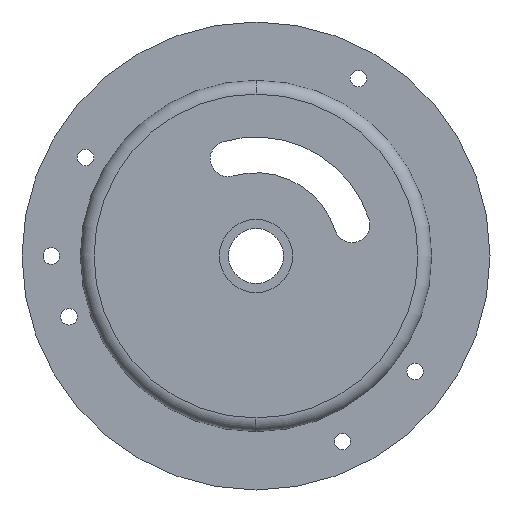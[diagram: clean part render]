
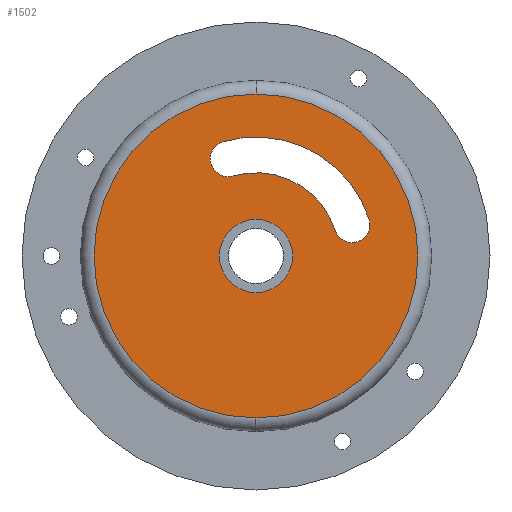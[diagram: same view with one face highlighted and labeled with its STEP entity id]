
A CAD part, left-side view. The second image highlights one B-rep face of the part: STEP entity #1502.
In plain terms, the highlighted planar face has unit normal (-1, 0, 0).
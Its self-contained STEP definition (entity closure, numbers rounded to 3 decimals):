
#6 = DIRECTION ( 'NONE',  ( 1., 0., 0. ) ) ;
#35 = ORIENTED_EDGE ( 'NONE', *, *, #1192, .T. ) ;
#58 = CARTESIAN_POINT ( 'NONE',  ( -19.4, -10.509, 3.415 ) ) ;
#88 = AXIS2_PLACEMENT_3D ( 'NONE', #797, #1692, #1525 ) ;
#125 = ORIENTED_EDGE ( 'NONE', *, *, #201, .T. ) ;
#187 = AXIS2_PLACEMENT_3D ( 'NONE', #1609, #2158, #1277 ) ;
#197 = DIRECTION ( 'NONE',  ( 0., 0., 1. ) ) ;
#199 = AXIS2_PLACEMENT_3D ( 'NONE', #1360, #2019, #1687 ) ;
#201 = EDGE_CURVE ( 'NONE', #718, #1746, #2127, .T. ) ;
#211 = CARTESIAN_POINT ( 'NONE',  ( -19.4, -12.364, 4.017 ) ) ;
#231 = ORIENTED_EDGE ( 'NONE', *, *, #1314, .F. ) ;
#266 = CIRCLE ( 'NONE', #1053, 4. ) ;
#330 = DIRECTION ( 'NONE',  ( 1., 0., 0. ) ) ;
#362 = AXIS2_PLACEMENT_3D ( 'NONE', #58, #907, #2105 ) ;
#396 = DIRECTION ( 'NONE',  ( 0., 0., 1. ) ) ;
#417 = VERTEX_POINT ( 'NONE', #211 ) ;
#418 = DIRECTION ( 'NONE',  ( -1., 0., 0. ) ) ;
#435 = CARTESIAN_POINT ( 'NONE',  ( -19.4, -8.655, 2.812 ) ) ;
#438 = ORIENTED_EDGE ( 'NONE', *, *, #1218, .T. ) ;
#460 = CARTESIAN_POINT ( 'NONE',  ( -19.4, -10.509, 3.415 ) ) ;
#464 = EDGE_LOOP ( 'NONE', ( #732, #621, #125, #35, #438, #1156 ) ) ;
#509 = CIRCLE ( 'NONE', #1669, 4. ) ;
#537 = VERTEX_POINT ( 'NONE', #1955 ) ;
#548 = EDGE_CURVE ( 'NONE', #537, #1085, #2211, .T. ) ;
#595 = DIRECTION ( 'NONE',  ( -1., 0., 0. ) ) ;
#620 = FACE_BOUND ( 'NONE', #464, .T. ) ;
#621 = ORIENTED_EDGE ( 'NONE', *, *, #642, .T. ) ;
#640 = DIRECTION ( 'NONE',  ( 0., 0., 1. ) ) ;
#642 = EDGE_CURVE ( 'NONE', #1463, #718, #2238, .T. ) ;
#646 = DIRECTION ( 'NONE',  ( 0., 0., 1. ) ) ;
#649 = FACE_BOUND ( 'NONE', #1816, .T. ) ;
#716 = CARTESIAN_POINT ( 'NONE',  ( -19.4, 0., 4. ) ) ;
#718 = VERTEX_POINT ( 'NONE', #435 ) ;
#732 = ORIENTED_EDGE ( 'NONE', *, *, #1010, .T. ) ;
#746 = VERTEX_POINT ( 'NONE', #1991 ) ;
#797 = CARTESIAN_POINT ( 'NONE',  ( -19.4, 3.046, 10.622 ) ) ;
#810 = CARTESIAN_POINT ( 'NONE',  ( -19.4, 3.046, 10.622 ) ) ;
#880 = CARTESIAN_POINT ( 'NONE',  ( -19.4, 3.583, 12.496 ) ) ;
#907 = DIRECTION ( 'NONE',  ( 1., 0., 0. ) ) ;
#920 = CIRCLE ( 'NONE', #1778, 1.95 ) ;
#969 = CARTESIAN_POINT ( 'NONE',  ( -19.4, 3.046, 8.672 ) ) ;
#973 = VERTEX_POINT ( 'NONE', #716 ) ;
#984 = CIRCLE ( 'NONE', #1456, 13. ) ;
#987 = FACE_OUTER_BOUND ( 'NONE', #1375, .T. ) ;
#1010 = EDGE_CURVE ( 'NONE', #417, #1463, #2024, .T. ) ;
#1053 = AXIS2_PLACEMENT_3D ( 'NONE', #2114, #1217, #197 ) ;
#1085 = VERTEX_POINT ( 'NONE', #1613 ) ;
#1149 = AXIS2_PLACEMENT_3D ( 'NONE', #1316, #418, #1291 ) ;
#1156 = ORIENTED_EDGE ( 'NONE', *, *, #1208, .T. ) ;
#1192 = EDGE_CURVE ( 'NONE', #1746, #2125, #920, .T. ) ;
#1200 = CARTESIAN_POINT ( 'NONE',  ( -19.4, 0., 0. ) ) ;
#1205 = CIRCLE ( 'NONE', #88, 1.95 ) ;
#1208 = EDGE_CURVE ( 'NONE', #2193, #417, #984, .T. ) ;
#1217 = DIRECTION ( 'NONE',  ( -1., 0., 0. ) ) ;
#1218 = EDGE_CURVE ( 'NONE', #2125, #2193, #1205, .T. ) ;
#1268 = AXIS2_PLACEMENT_3D ( 'NONE', #2220, #1850, #1874 ) ;
#1277 = DIRECTION ( 'NONE',  ( 0., 0., 1. ) ) ;
#1291 = DIRECTION ( 'NONE',  ( 0., 0., 1. ) ) ;
#1314 = EDGE_CURVE ( 'NONE', #973, #746, #266, .T. ) ;
#1316 = CARTESIAN_POINT ( 'NONE',  ( -19.4, 0., 0. ) ) ;
#1341 = EDGE_CURVE ( 'NONE', #746, #973, #509, .T. ) ;
#1360 = CARTESIAN_POINT ( 'NONE',  ( -19.4, 0., 0. ) ) ;
#1375 = EDGE_LOOP ( 'NONE', ( #1836, #2155 ) ) ;
#1456 = AXIS2_PLACEMENT_3D ( 'NONE', #1200, #6, #640 ) ;
#1457 = EDGE_CURVE ( 'NONE', #1085, #537, #2145, .T. ) ;
#1463 = VERTEX_POINT ( 'NONE', #2186 ) ;
#1502 = ADVANCED_FACE ( 'NONE', ( #649, #987, #620 ), #1520, .T. ) ;
#1520 = PLANE ( 'NONE',  #1268 ) ;
#1525 = DIRECTION ( 'NONE',  ( 0., 0., 1. ) ) ;
#1609 = CARTESIAN_POINT ( 'NONE',  ( -19.4, 0., 0. ) ) ;
#1613 = CARTESIAN_POINT ( 'NONE',  ( -19.4, 0., -17.7 ) ) ;
#1669 = AXIS2_PLACEMENT_3D ( 'NONE', #1956, #595, #396 ) ;
#1687 = DIRECTION ( 'NONE',  ( 0., 0., 1. ) ) ;
#1692 = DIRECTION ( 'NONE',  ( 1., 0., 0. ) ) ;
#1746 = VERTEX_POINT ( 'NONE', #2040 ) ;
#1756 = ORIENTED_EDGE ( 'NONE', *, *, #1341, .F. ) ;
#1778 = AXIS2_PLACEMENT_3D ( 'NONE', #810, #330, #1841 ) ;
#1816 = EDGE_LOOP ( 'NONE', ( #231, #1756 ) ) ;
#1836 = ORIENTED_EDGE ( 'NONE', *, *, #548, .T. ) ;
#1841 = DIRECTION ( 'NONE',  ( 0., 0., 1. ) ) ;
#1850 = DIRECTION ( 'NONE',  ( -1., 0., 0. ) ) ;
#1860 = DIRECTION ( 'NONE',  ( 1., 0., 0. ) ) ;
#1874 = DIRECTION ( 'NONE',  ( 0., 0., 1. ) ) ;
#1955 = CARTESIAN_POINT ( 'NONE',  ( -19.4, 0., 17.7 ) ) ;
#1956 = CARTESIAN_POINT ( 'NONE',  ( -19.4, 0., 0. ) ) ;
#1970 = AXIS2_PLACEMENT_3D ( 'NONE', #460, #1860, #646 ) ;
#1991 = CARTESIAN_POINT ( 'NONE',  ( -19.4, 0., -4. ) ) ;
#2019 = DIRECTION ( 'NONE',  ( -1., 0., 0. ) ) ;
#2024 = CIRCLE ( 'NONE', #362, 1.95 ) ;
#2040 = CARTESIAN_POINT ( 'NONE',  ( -19.4, 2.508, 8.747 ) ) ;
#2105 = DIRECTION ( 'NONE',  ( 0., 0., 1. ) ) ;
#2114 = CARTESIAN_POINT ( 'NONE',  ( -19.4, 0., 0. ) ) ;
#2125 = VERTEX_POINT ( 'NONE', #969 ) ;
#2127 = CIRCLE ( 'NONE', #1149, 9.1 ) ;
#2145 = CIRCLE ( 'NONE', #199, 17.7 ) ;
#2155 = ORIENTED_EDGE ( 'NONE', *, *, #1457, .T. ) ;
#2158 = DIRECTION ( 'NONE',  ( -1., 0., 0. ) ) ;
#2186 = CARTESIAN_POINT ( 'NONE',  ( -19.4, -10.509, 1.465 ) ) ;
#2193 = VERTEX_POINT ( 'NONE', #880 ) ;
#2211 = CIRCLE ( 'NONE', #187, 17.7 ) ;
#2220 = CARTESIAN_POINT ( 'NONE',  ( -19.4, 0., 0. ) ) ;
#2238 = CIRCLE ( 'NONE', #1970, 1.95 ) ;
